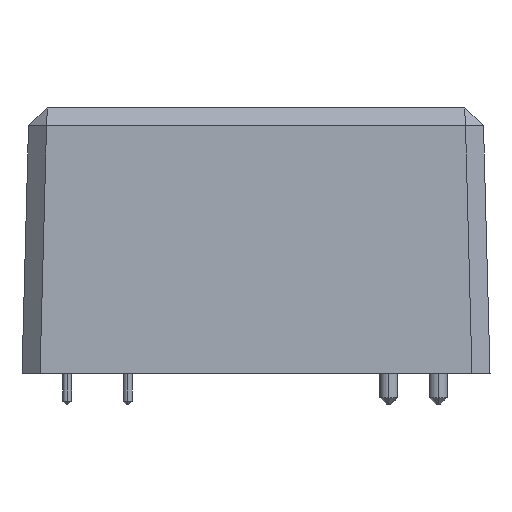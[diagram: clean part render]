
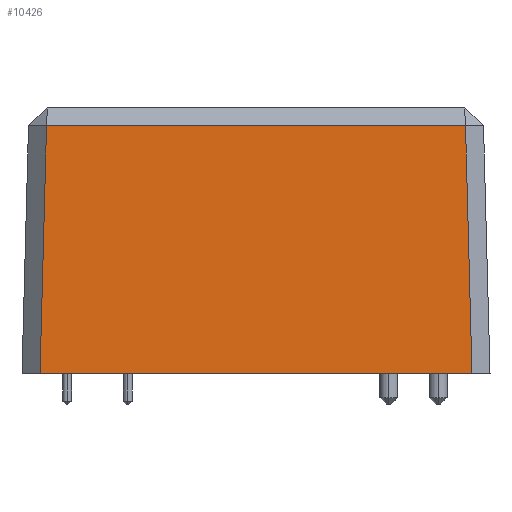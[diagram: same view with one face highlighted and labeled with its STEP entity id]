
A CAD part, left-side view. The second image highlights one B-rep face of the part: STEP entity #10426.
In plain terms, the highlighted planar face has unit normal (-1, 0, 0.026).
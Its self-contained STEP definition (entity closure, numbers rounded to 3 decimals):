
#292 = DIRECTION ( 'NONE',  ( 0.026, 0.026, 0.999 ) ) ;
#719 = ORIENTED_EDGE ( 'NONE', *, *, #8935, .T. ) ;
#1299 = VECTOR ( 'NONE', #292, 1000. ) ;
#1560 = CARTESIAN_POINT ( 'NONE',  ( -43.5, 26., 0. ) ) ;
#1664 = PLANE ( 'NONE',  #7186 ) ;
#2078 = DIRECTION ( 'NONE',  ( 0., -1., 0. ) ) ;
#2430 = CARTESIAN_POINT ( 'NONE',  ( -43.501, 23.999, -0.052 ) ) ;
#2668 = VECTOR ( 'NONE', #2078, 1000. ) ;
#2824 = LINE ( 'NONE', #5423, #4950 ) ;
#3074 = VERTEX_POINT ( 'NONE', #3635 ) ;
#3635 = CARTESIAN_POINT ( 'NONE',  ( -43.5, 23.998, 0. ) ) ;
#3645 = CARTESIAN_POINT ( 'NONE',  ( -43.466, -23.965, 1.307 ) ) ;
#4337 = LINE ( 'NONE', #2430, #6764 ) ;
#4730 = LINE ( 'NONE', #6410, #2668 ) ;
#4801 = EDGE_CURVE ( 'NONE', #8765, #6455, #2824, .T. ) ;
#4950 = VECTOR ( 'NONE', #8110, 1000. ) ;
#5075 = DIRECTION ( 'NONE',  ( 0.026, 0., 1. ) ) ;
#5207 = CARTESIAN_POINT ( 'NONE',  ( -42.78, -23.279, 27.501 ) ) ;
#5423 = CARTESIAN_POINT ( 'NONE',  ( -42.78, 25.228, 27.501 ) ) ;
#5577 = EDGE_CURVE ( 'NONE', #11373, #8765, #8963, .T. ) ;
#5921 = CARTESIAN_POINT ( 'NONE',  ( -43.5, -23.999, 0. ) ) ;
#6410 = CARTESIAN_POINT ( 'NONE',  ( -43.5, 26., 0. ) ) ;
#6455 = VERTEX_POINT ( 'NONE', #8093 ) ;
#6764 = VECTOR ( 'NONE', #9506, 1000. ) ;
#6795 = EDGE_CURVE ( 'NONE', #6455, #3074, #4337, .T. ) ;
#6870 = DIRECTION ( 'NONE',  ( -1., 0., 0.026 ) ) ;
#7186 = AXIS2_PLACEMENT_3D ( 'NONE', #1560, #6870, #5075 ) ;
#7416 = ORIENTED_EDGE ( 'NONE', *, *, #4801, .T. ) ;
#7657 = ORIENTED_EDGE ( 'NONE', *, *, #5577, .T. ) ;
#7690 = EDGE_LOOP ( 'NONE', ( #7416, #7945, #719, #7657 ) ) ;
#7945 = ORIENTED_EDGE ( 'NONE', *, *, #6795, .T. ) ;
#8093 = CARTESIAN_POINT ( 'NONE',  ( -42.78, 23.278, 27.501 ) ) ;
#8110 = DIRECTION ( 'NONE',  ( 0., 1., 0. ) ) ;
#8765 = VERTEX_POINT ( 'NONE', #5207 ) ;
#8935 = EDGE_CURVE ( 'NONE', #3074, #11373, #4730, .T. ) ;
#8963 = LINE ( 'NONE', #3645, #1299 ) ;
#9506 = DIRECTION ( 'NONE',  ( -0.026, 0.026, -0.999 ) ) ;
#10426 = ADVANCED_FACE ( 'NONE', ( #10495 ), #1664, .T. ) ;
#10495 = FACE_OUTER_BOUND ( 'NONE', #7690, .T. ) ;
#11373 = VERTEX_POINT ( 'NONE', #5921 ) ;
